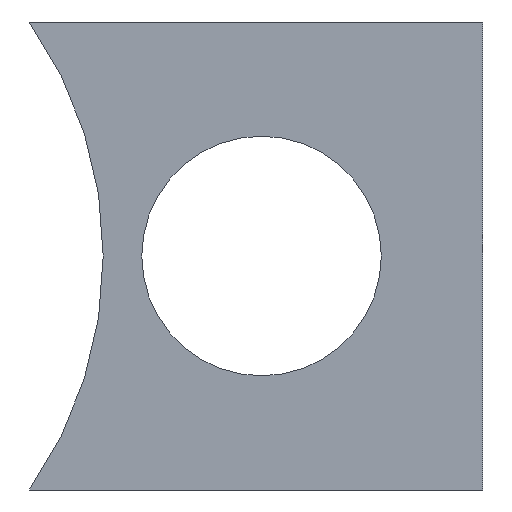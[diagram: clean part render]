
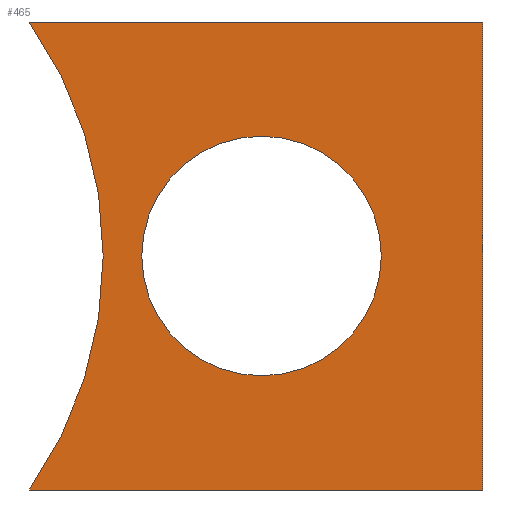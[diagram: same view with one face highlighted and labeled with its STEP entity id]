
A CAD part, front view. The second image highlights one B-rep face of the part: STEP entity #465.
In plain terms, the highlighted planar face has unit normal (0, -1, 0).
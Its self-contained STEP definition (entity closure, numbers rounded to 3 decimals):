
#13 = DIRECTION ( 'NONE',  ( 1., 0., 0. ) ) ;
#34 = DIRECTION ( 'NONE',  ( 0., 0., 1. ) ) ;
#40 = VERTEX_POINT ( 'NONE', #809 ) ;
#54 = VECTOR ( 'NONE', #34, 1000. ) ;
#63 = CARTESIAN_POINT ( 'NONE',  ( 6.139, -1.198, 0. ) ) ;
#66 = FACE_OUTER_BOUND ( 'NONE', #344, .T. ) ;
#94 = CIRCLE ( 'NONE', #403, 11.062 ) ;
#100 = VECTOR ( 'NONE', #13, 1000. ) ;
#146 = CARTESIAN_POINT ( 'NONE',  ( 6.139, -1.198, -12.7 ) ) ;
#155 = ORIENTED_EDGE ( 'NONE', *, *, #353, .F. ) ;
#172 = EDGE_CURVE ( 'NONE', #632, #40, #306, .T. ) ;
#173 = DIRECTION ( 'NONE',  ( 1., 0., 0. ) ) ;
#214 = ORIENTED_EDGE ( 'NONE', *, *, #660, .F. ) ;
#238 = EDGE_CURVE ( 'NONE', #40, #352, #668, .T. ) ;
#249 = CARTESIAN_POINT ( 'NONE',  ( 6.139, -1.198, -12.7 ) ) ;
#250 = AXIS2_PLACEMENT_3D ( 'NONE', #675, #532, #903 ) ;
#277 = VECTOR ( 'NONE', #504, 1000. ) ;
#278 = VERTEX_POINT ( 'NONE', #443 ) ;
#306 = LINE ( 'NONE', #146, #100 ) ;
#309 = EDGE_CURVE ( 'NONE', #772, #278, #536, .T. ) ;
#321 = PLANE ( 'NONE',  #437 ) ;
#323 = CARTESIAN_POINT ( 'NONE',  ( 6.139, -1.198, -12.7 ) ) ;
#344 = EDGE_LOOP ( 'NONE', ( #155, #612, #939, #214 ) ) ;
#345 = ORIENTED_EDGE ( 'NONE', *, *, #309, .F. ) ;
#352 = VERTEX_POINT ( 'NONE', #63 ) ;
#353 = EDGE_CURVE ( 'NONE', #632, #390, #94, .T. ) ;
#360 = CIRCLE ( 'NONE', #574, 3.25 ) ;
#390 = VERTEX_POINT ( 'NONE', #438 ) ;
#403 = AXIS2_PLACEMENT_3D ( 'NONE', #987, #670, #589 ) ;
#408 = CARTESIAN_POINT ( 'NONE',  ( 0.139, -1.198, -6.35 ) ) ;
#437 = AXIS2_PLACEMENT_3D ( 'NONE', #323, #857, #173 ) ;
#438 = CARTESIAN_POINT ( 'NONE',  ( -6.161, -1.198, 0. ) ) ;
#443 = CARTESIAN_POINT ( 'NONE',  ( 0.139, -1.198, -3.1 ) ) ;
#465 = ADVANCED_FACE ( 'NONE', ( #795, #66 ), #321, .T. ) ;
#488 = CARTESIAN_POINT ( 'NONE',  ( -6.161, -1.198, -12.7 ) ) ;
#504 = DIRECTION ( 'NONE',  ( 1., 0., 0. ) ) ;
#532 = DIRECTION ( 'NONE',  ( 0., -1., 0. ) ) ;
#536 = CIRCLE ( 'NONE', #250, 3.25 ) ;
#541 = ORIENTED_EDGE ( 'NONE', *, *, #608, .F. ) ;
#574 = AXIS2_PLACEMENT_3D ( 'NONE', #408, #801, #943 ) ;
#589 = DIRECTION ( 'NONE',  ( 0., 0., 1. ) ) ;
#601 = CARTESIAN_POINT ( 'NONE',  ( 0.139, -1.198, -9.6 ) ) ;
#608 = EDGE_CURVE ( 'NONE', #278, #772, #360, .T. ) ;
#612 = ORIENTED_EDGE ( 'NONE', *, *, #172, .T. ) ;
#632 = VERTEX_POINT ( 'NONE', #488 ) ;
#660 = EDGE_CURVE ( 'NONE', #390, #352, #896, .T. ) ;
#668 = LINE ( 'NONE', #249, #54 ) ;
#670 = DIRECTION ( 'NONE',  ( 0., -1., 0. ) ) ;
#674 = CARTESIAN_POINT ( 'NONE',  ( 6.139, -1.198, 0. ) ) ;
#675 = CARTESIAN_POINT ( 'NONE',  ( 0.139, -1.198, -6.35 ) ) ;
#772 = VERTEX_POINT ( 'NONE', #601 ) ;
#795 = FACE_BOUND ( 'NONE', #901, .T. ) ;
#801 = DIRECTION ( 'NONE',  ( 0., -1., 0. ) ) ;
#809 = CARTESIAN_POINT ( 'NONE',  ( 6.139, -1.198, -12.7 ) ) ;
#857 = DIRECTION ( 'NONE',  ( 0., -1., 0. ) ) ;
#896 = LINE ( 'NONE', #674, #277 ) ;
#901 = EDGE_LOOP ( 'NONE', ( #345, #541 ) ) ;
#903 = DIRECTION ( 'NONE',  ( 0., 0., -1. ) ) ;
#939 = ORIENTED_EDGE ( 'NONE', *, *, #238, .T. ) ;
#943 = DIRECTION ( 'NONE',  ( 0., 0., -1. ) ) ;
#987 = CARTESIAN_POINT ( 'NONE',  ( -15.219, -1.198, -6.35 ) ) ;
